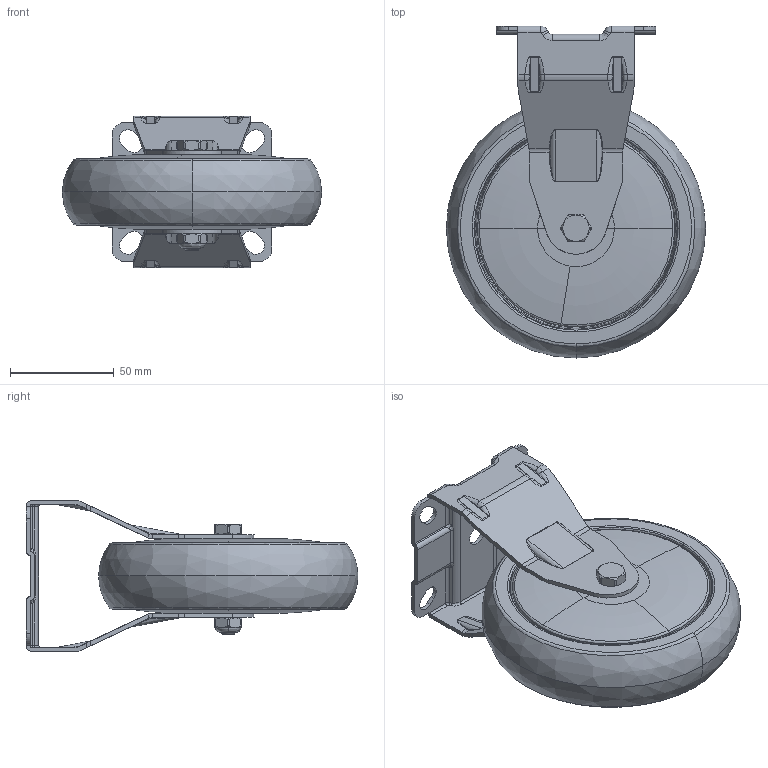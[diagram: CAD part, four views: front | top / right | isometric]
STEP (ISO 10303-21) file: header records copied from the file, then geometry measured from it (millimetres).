
FILE_DESCRIPTION (( 'STEP AP214' ), '1' );
FILE_NAME ('0055163.step', '2023-06-19T08:38:14', ( '' ), ( '' ), 'SwSTEP 2.0', 'SolidWorks 2020', '' );
FILE_SCHEMA (( 'AUTOMOTIVE_DESIGN' ));
Length unit declared in the file: millimetre
Products named in the file (1): 0055163
Bounding box: 125 x 160 x 73 mm (x, y, z)
Volume: 252892.9 mm3; surface area: 105272.4 mm2
Topology: 2 solids, 2 shells, 577 faces, 1427 edges, 869 vertices
Faces by surface type: cylinder 203, bspline 166, plane 114, cone 66, torus 28
Entity records: 43806 total; most frequent: CARTESIAN_POINT 25299, ORIENTED_EDGE 2854, DIRECTION 2120, EDGE_CURVE 1427, VERTEX_POINT 869, AXIS2_PLACEMENT_3D 825, EDGE_LOOP 610, UNCERTAINTY_MEASURE_WITH_UNIT 581
